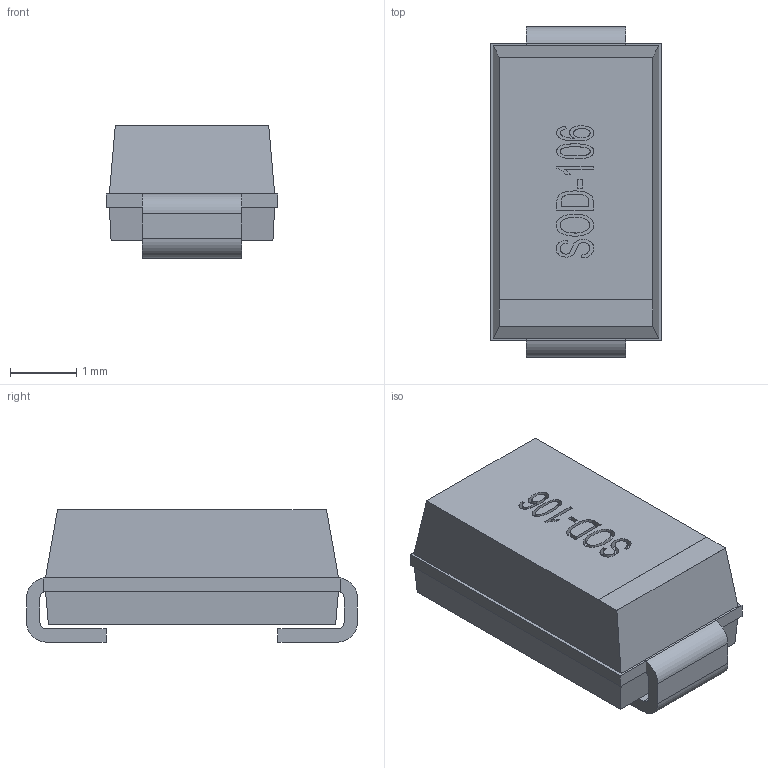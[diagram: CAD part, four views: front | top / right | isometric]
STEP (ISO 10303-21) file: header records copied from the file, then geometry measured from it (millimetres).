
FILE_DESCRIPTION (( 'STEP AP214' ), '1' );
FILE_NAME ('User Library-SOD106.STEP', '2018-10-31T09:05:37', ( '' ), ( '' ), 'SwSTEP 2.0', 'SolidWorks 2018', '' );
FILE_SCHEMA (( 'AUTOMOTIVE_DESIGN' ));
Length unit declared in the file: millimetre
Products named in the file (1): User Library-SOD106
Bounding box: 2.6 x 5 x 2 mm (x, y, z)
Volume: 19.4 mm3; surface area: 60.4 mm2
Topology: 3 solids, 3 shells, 135 faces, 344 edges, 228 vertices
Faces by surface type: bspline 64, plane 63, cylinder 8
Entity records: 5867 total; most frequent: CARTESIAN_POINT 2012, ORIENTED_EDGE 688, DIRECTION 376, EDGE_CURVE 344, VERTEX_POINT 228, VECTOR 200, LINE 200, EDGE_LOOP 148
